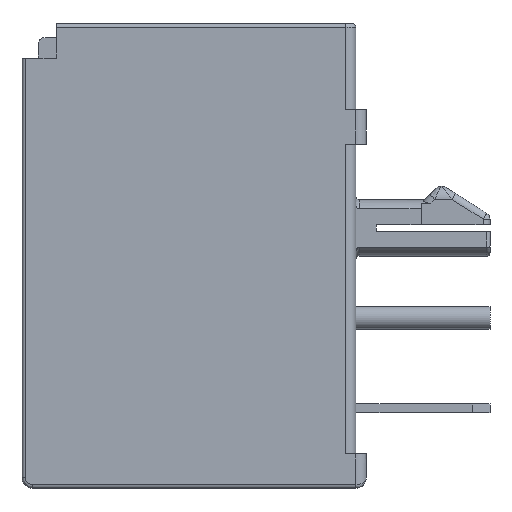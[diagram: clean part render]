
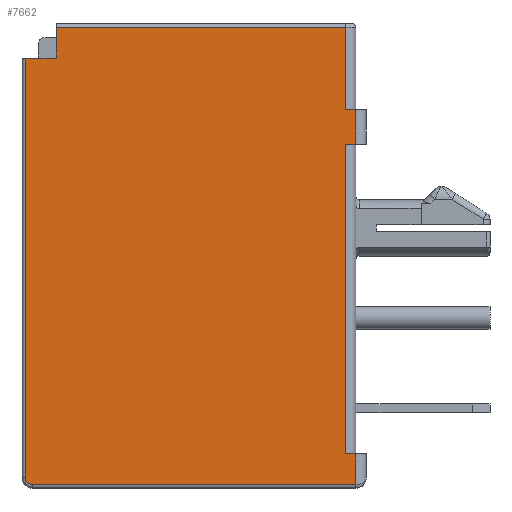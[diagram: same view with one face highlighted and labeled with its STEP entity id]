
A CAD part, left-side view. The second image highlights one B-rep face of the part: STEP entity #7662.
In plain terms, the highlighted planar face has unit normal (-1, 0, 0).
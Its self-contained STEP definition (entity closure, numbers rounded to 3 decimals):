
#1 = CARTESIAN_POINT ( 'NONE',  ( -4.85, 4.55, 0.1 ) ) ;
#23 = ORIENTED_EDGE ( 'NONE', *, *, #6775, .F. ) ;
#186 = LINE ( 'NONE', #9342, #7296 ) ;
#234 = VECTOR ( 'NONE', #742, 1000. ) ;
#239 = CARTESIAN_POINT ( 'NONE',  ( -4.85, -4.55, 13.5 ) ) ;
#248 =( BOUNDED_CURVE ( )  B_SPLINE_CURVE ( 3, ( #3480, #1133, #9739, #7396 ),
 .UNSPECIFIED., .F., .T. ) 
 B_SPLINE_CURVE_WITH_KNOTS ( ( 4, 4 ),
 ( 0., 1. ),
 .UNSPECIFIED. ) 
 CURVE ( )  GEOMETRIC_REPRESENTATION_ITEM ( )  RATIONAL_B_SPLINE_CURVE ( ( 1., 0.805, 0.805, 1. ) ) 
 REPRESENTATION_ITEM ( '' )  );
#358 = CARTESIAN_POINT ( 'NONE',  ( -4.85, -4.55, 10. ) ) ;
#376 = EDGE_CURVE ( 'NONE', #1994, #8696, #2624, .T. ) ;
#663 = ORIENTED_EDGE ( 'NONE', *, *, #10109, .F. ) ;
#742 = DIRECTION ( 'NONE',  ( 0., -1., 0. ) ) ;
#1133 = CARTESIAN_POINT ( 'NONE',  ( -4.85, 4.667, 0.1 ) ) ;
#1144 = VECTOR ( 'NONE', #7228, 1000. ) ;
#1410 = LINE ( 'NONE', #4551, #6172 ) ;
#1436 = ORIENTED_EDGE ( 'NONE', *, *, #7720, .F. ) ;
#1488 = PLANE ( 'NONE',  #2811 ) ;
#1668 = CARTESIAN_POINT ( 'NONE',  ( -4.85, 4.85, 13.4 ) ) ;
#1699 = LINE ( 'NONE', #4686, #2732 ) ;
#1821 = VERTEX_POINT ( 'NONE', #3066 ) ;
#1902 = VERTEX_POINT ( 'NONE', #9574 ) ;
#1994 = VERTEX_POINT ( 'NONE', #8268 ) ;
#2032 = DIRECTION ( 'NONE',  ( 1., 0., 0. ) ) ;
#2078 = DIRECTION ( 'NONE',  ( 0., 0., -1. ) ) ;
#2244 = LINE ( 'NONE', #2353, #4202 ) ;
#2317 = DIRECTION ( 'NONE',  ( 0., 1., 0. ) ) ;
#2353 = CARTESIAN_POINT ( 'NONE',  ( -4.85, 3.85, 13.5 ) ) ;
#2370 = VECTOR ( 'NONE', #2078, 1000. ) ;
#2589 = ORIENTED_EDGE ( 'NONE', *, *, #6050, .F. ) ;
#2624 = LINE ( 'NONE', #9703, #1144 ) ;
#2672 = LINE ( 'NONE', #239, #4873 ) ;
#2713 = EDGE_CURVE ( 'NONE', #4574, #1902, #248, .T. ) ;
#2732 = VECTOR ( 'NONE', #2317, 1000. ) ;
#2811 = AXIS2_PLACEMENT_3D ( 'NONE', #9086, #2032, #9561 ) ;
#3066 = CARTESIAN_POINT ( 'NONE',  ( -4.85, -4.85, 0.1 ) ) ;
#3073 = LINE ( 'NONE', #1668, #234 ) ;
#3087 = ORIENTED_EDGE ( 'NONE', *, *, #5305, .F. ) ;
#3179 = CARTESIAN_POINT ( 'NONE',  ( -4.85, -4.85, 13.5 ) ) ;
#3246 = DIRECTION ( 'NONE',  ( 0., 0., -1. ) ) ;
#3480 = CARTESIAN_POINT ( 'NONE',  ( -4.85, 4.55, 0.1 ) ) ;
#3711 = VERTEX_POINT ( 'NONE', #6362 ) ;
#3931 = ORIENTED_EDGE ( 'NONE', *, *, #4489, .F. ) ;
#3955 = FACE_OUTER_BOUND ( 'NONE', #4024, .T. ) ;
#3978 = ORIENTED_EDGE ( 'NONE', *, *, #9050, .F. ) ;
#3988 = ORIENTED_EDGE ( 'NONE', *, *, #6124, .F. ) ;
#4024 = EDGE_LOOP ( 'NONE', ( #6758, #3978, #9814, #23, #5919, #3087, #8190, #1436, #663, #5427, #3931, #3988, #2589 ) ) ;
#4144 = VECTOR ( 'NONE', #6666, 1000. ) ;
#4202 = VECTOR ( 'NONE', #5506, 1000. ) ;
#4391 = CARTESIAN_POINT ( 'NONE',  ( -4.85, 4.85, 12.5 ) ) ;
#4489 = EDGE_CURVE ( 'NONE', #9582, #1994, #7925, .T. ) ;
#4551 = CARTESIAN_POINT ( 'NONE',  ( -4.85, 4.85, 11. ) ) ;
#4574 = VERTEX_POINT ( 'NONE', #1 ) ;
#4686 = CARTESIAN_POINT ( 'NONE',  ( -4.85, 4.85, 0.1 ) ) ;
#4700 = CARTESIAN_POINT ( 'NONE',  ( -4.85, -4.55, 13.4 ) ) ;
#4873 = VECTOR ( 'NONE', #8774, 1000. ) ;
#4966 = CARTESIAN_POINT ( 'NONE',  ( -4.85, 3.85, 12.5 ) ) ;
#5001 = CARTESIAN_POINT ( 'NONE',  ( -4.85, 4.75, 12.5 ) ) ;
#5305 = EDGE_CURVE ( 'NONE', #1821, #4574, #1699, .T. ) ;
#5427 = ORIENTED_EDGE ( 'NONE', *, *, #376, .F. ) ;
#5506 = DIRECTION ( 'NONE',  ( 0., 0., 1. ) ) ;
#5624 = CARTESIAN_POINT ( 'NONE',  ( -4.85, 3.85, 13.4 ) ) ;
#5733 = CARTESIAN_POINT ( 'NONE',  ( -4.85, -4.85, 1. ) ) ;
#5919 = ORIENTED_EDGE ( 'NONE', *, *, #2713, .F. ) ;
#5947 = LINE ( 'NONE', #4391, #8218 ) ;
#6050 = EDGE_CURVE ( 'NONE', #9235, #3711, #2672, .T. ) ;
#6124 = EDGE_CURVE ( 'NONE', #3711, #9582, #1410, .T. ) ;
#6172 = VECTOR ( 'NONE', #8237, 1000. ) ;
#6261 = EDGE_CURVE ( 'NONE', #7676, #9235, #3073, .T. ) ;
#6327 = DIRECTION ( 'NONE',  ( 0., 0., -1. ) ) ;
#6362 = CARTESIAN_POINT ( 'NONE',  ( -4.85, -4.55, 11. ) ) ;
#6396 = DIRECTION ( 'NONE',  ( 0., 0., 1. ) ) ;
#6430 = LINE ( 'NONE', #8080, #9722 ) ;
#6666 = DIRECTION ( 'NONE',  ( 0., -1., 0. ) ) ;
#6758 = ORIENTED_EDGE ( 'NONE', *, *, #6261, .F. ) ;
#6775 = EDGE_CURVE ( 'NONE', #1902, #6883, #186, .T. ) ;
#6802 = DIRECTION ( 'NONE',  ( 0., 1., 0. ) ) ;
#6883 = VERTEX_POINT ( 'NONE', #5001 ) ;
#7159 = EDGE_CURVE ( 'NONE', #8200, #6883, #5947, .T. ) ;
#7188 = VECTOR ( 'NONE', #6327, 1000. ) ;
#7228 = DIRECTION ( 'NONE',  ( 0., 1., 0. ) ) ;
#7296 = VECTOR ( 'NONE', #6396, 1000. ) ;
#7359 = LINE ( 'NONE', #7502, #2370 ) ;
#7396 = CARTESIAN_POINT ( 'NONE',  ( -4.85, 4.75, 0.3 ) ) ;
#7502 = CARTESIAN_POINT ( 'NONE',  ( -4.85, -4.85, 13.5 ) ) ;
#7662 = ADVANCED_FACE ( 'NONE', ( #3955 ), #1488, .F. ) ;
#7676 = VERTEX_POINT ( 'NONE', #5624 ) ;
#7706 = CARTESIAN_POINT ( 'NONE',  ( -4.85, -4.85, 11. ) ) ;
#7720 = EDGE_CURVE ( 'NONE', #8313, #8014, #8988, .T. ) ;
#7925 = LINE ( 'NONE', #3179, #7188 ) ;
#8014 = VERTEX_POINT ( 'NONE', #5733 ) ;
#8080 = CARTESIAN_POINT ( 'NONE',  ( -4.85, -4.55, 13.5 ) ) ;
#8190 = ORIENTED_EDGE ( 'NONE', *, *, #9176, .F. ) ;
#8200 = VERTEX_POINT ( 'NONE', #4966 ) ;
#8218 = VECTOR ( 'NONE', #6802, 1000. ) ;
#8237 = DIRECTION ( 'NONE',  ( 0., -1., 0. ) ) ;
#8242 = CARTESIAN_POINT ( 'NONE',  ( -4.85, 4.85, 1. ) ) ;
#8268 = CARTESIAN_POINT ( 'NONE',  ( -4.85, -4.85, 10. ) ) ;
#8313 = VERTEX_POINT ( 'NONE', #9982 ) ;
#8696 = VERTEX_POINT ( 'NONE', #358 ) ;
#8774 = DIRECTION ( 'NONE',  ( 0., 0., -1. ) ) ;
#8988 = LINE ( 'NONE', #8242, #4144 ) ;
#9050 = EDGE_CURVE ( 'NONE', #8200, #7676, #2244, .T. ) ;
#9086 = CARTESIAN_POINT ( 'NONE',  ( -4.85, 4.85, 13.5 ) ) ;
#9176 = EDGE_CURVE ( 'NONE', #8014, #1821, #7359, .T. ) ;
#9235 = VERTEX_POINT ( 'NONE', #4700 ) ;
#9342 = CARTESIAN_POINT ( 'NONE',  ( -4.85, 4.75, 13.5 ) ) ;
#9561 = DIRECTION ( 'NONE',  ( 0., 1., 0. ) ) ;
#9574 = CARTESIAN_POINT ( 'NONE',  ( -4.85, 4.75, 0.3 ) ) ;
#9582 = VERTEX_POINT ( 'NONE', #7706 ) ;
#9703 = CARTESIAN_POINT ( 'NONE',  ( -4.85, 4.85, 10. ) ) ;
#9722 = VECTOR ( 'NONE', #3246, 1000. ) ;
#9739 = CARTESIAN_POINT ( 'NONE',  ( -4.85, 4.75, 0.183 ) ) ;
#9814 = ORIENTED_EDGE ( 'NONE', *, *, #7159, .T. ) ;
#9982 = CARTESIAN_POINT ( 'NONE',  ( -4.85, -4.55, 1. ) ) ;
#10109 = EDGE_CURVE ( 'NONE', #8696, #8313, #6430, .T. ) ;
